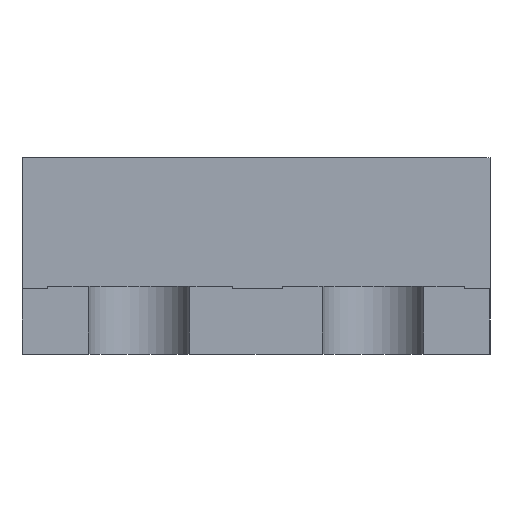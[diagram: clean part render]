
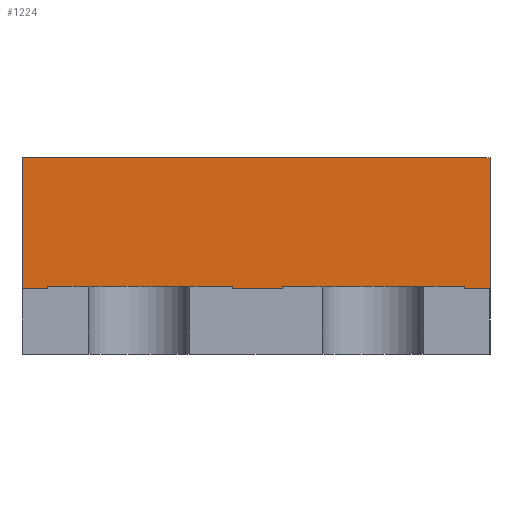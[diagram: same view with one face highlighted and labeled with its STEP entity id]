
A CAD part, left-side view. The second image highlights one B-rep face of the part: STEP entity #1224.
In plain terms, the highlighted planar face has unit normal (-1, 0, 0).
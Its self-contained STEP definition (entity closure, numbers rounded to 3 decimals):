
#114=FACE_OUTER_BOUND('',#181,.T.);
#181=EDGE_LOOP('',(#1044,#1045,#1046,#1047));
#318=LINE('',#2381,#459);
#319=LINE('',#2383,#460);
#320=LINE('',#2385,#461);
#321=LINE('',#2386,#462);
#459=VECTOR('',#1564,10.);
#460=VECTOR('',#1565,10.);
#461=VECTOR('',#1566,10.);
#462=VECTOR('',#1567,10.);
#573=VERTEX_POINT('',#2379);
#574=VERTEX_POINT('',#2380);
#575=VERTEX_POINT('',#2382);
#576=VERTEX_POINT('',#2384);
#734=EDGE_CURVE('',#573,#574,#318,.T.);
#735=EDGE_CURVE('',#573,#575,#319,.T.);
#736=EDGE_CURVE('',#576,#575,#320,.T.);
#737=EDGE_CURVE('',#574,#576,#321,.T.);
#1044=ORIENTED_EDGE('',*,*,#734,.F.);
#1045=ORIENTED_EDGE('',*,*,#735,.T.);
#1046=ORIENTED_EDGE('',*,*,#736,.F.);
#1047=ORIENTED_EDGE('',*,*,#737,.F.);
#1121=PLANE('',#1305);
#1224=ADVANCED_FACE('',(#114),#1121,.T.);
#1305=AXIS2_PLACEMENT_3D('',#2378,#1562,#1563);
#1562=DIRECTION('center_axis',(-1.,0.,0.));
#1563=DIRECTION('ref_axis',(0.,-1.,0.));
#1564=DIRECTION('',(0.,1.,0.));
#1565=DIRECTION('',(0.,0.,1.));
#1566=DIRECTION('',(0.,-1.,0.));
#1567=DIRECTION('',(0.,0.,1.));
#2378=CARTESIAN_POINT('Origin',(-0.725,1.,0.28));
#2379=CARTESIAN_POINT('',(-0.725,-1.,0.28));
#2380=CARTESIAN_POINT('',(-0.725,1.,0.28));
#2381=CARTESIAN_POINT('',(-0.725,-1.,0.28));
#2382=CARTESIAN_POINT('',(-0.725,-1.,0.84));
#2383=CARTESIAN_POINT('',(-0.725,-1.,0.28));
#2384=CARTESIAN_POINT('',(-0.725,1.,0.84));
#2385=CARTESIAN_POINT('',(-0.725,-1.,0.84));
#2386=CARTESIAN_POINT('',(-0.725,1.,0.28));
